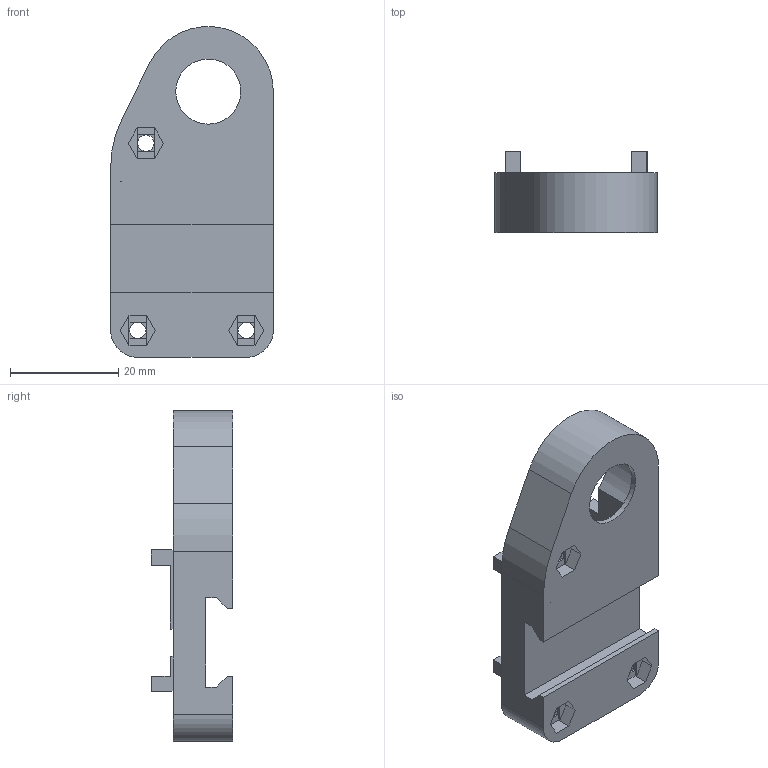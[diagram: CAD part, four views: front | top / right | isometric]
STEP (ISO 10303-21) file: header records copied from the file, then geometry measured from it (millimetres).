
FILE_DESCRIPTION(/* description */ (''),/* implementation_level */ '2;1');
FILE_NAME(/* name */ 'OBS-D-202_V4.step',/* time_stamp */ '2021-01-12T22:20:26+01:00',/* author */ (''),/* organization */ (''),/* preprocessor_version */ 'ST-DEVELOPER v18.1',/* originating_system */ 'Autodesk Translation Framework v9.7.1.1290',/* authorisation */ '');
FILE_SCHEMA (('AUTOMOTIVE_DESIGN { 1 0 10303 214 3 1 1 }'));
Length unit declared in the file: millimetre
Products named in the file (1): OBS-D-002
Bounding box: 30 x 15 x 60.98 mm (x, y, z)
Volume: 10197.6 mm3; surface area: 7071.1 mm2
Topology: 1 solids, 1 shells, 122 faces, 342 edges, 223 vertices
Faces by surface type: plane 111, cylinder 11
Full cylindrical faces by diameter (mm): 2.8 x1, 3 x3, 12 x1, 21.584 x1
Entity records: 3898 total; most frequent: CARTESIAN_POINT 688, ORIENTED_EDGE 684, DIRECTION 618, EDGE_CURVE 342, LINE 312, VECTOR 312, VERTEX_POINT 223, AXIS2_PLACEMENT_3D 153
